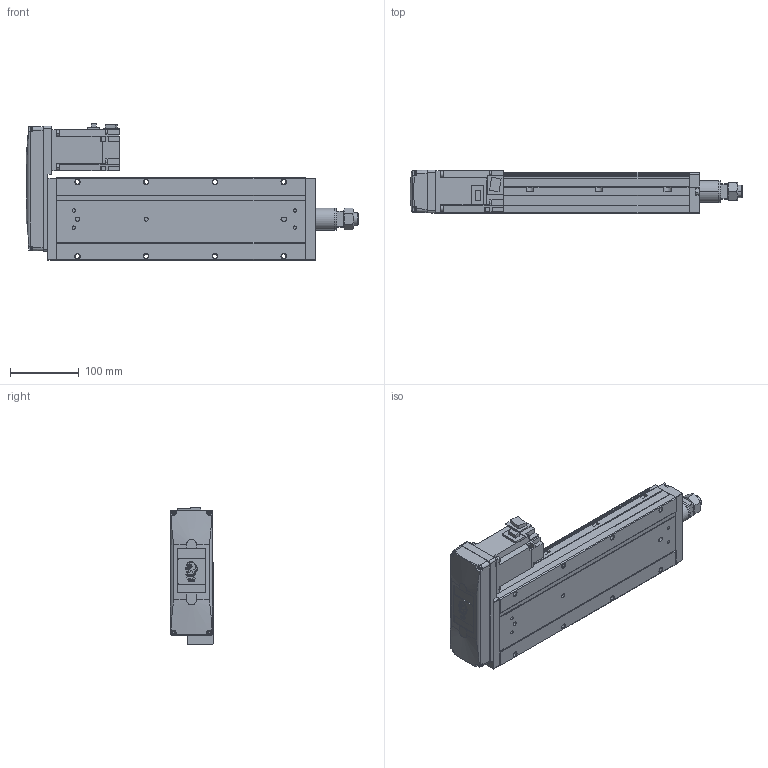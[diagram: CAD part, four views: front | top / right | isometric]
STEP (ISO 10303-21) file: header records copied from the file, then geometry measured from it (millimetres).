
FILE_DESCRIPTION (( 'STEP AP214' ), '1' );
FILE_NAME ('ETU12BL-16XLD-0150-XXXX.STEP', '2025-02-27T13:59:44', ( '' ), ( '' ), 'SwSTEP 2.0', 'SolidWorks 2022', '' );
FILE_SCHEMA (( 'AUTOMOTIVE_DESIGN' ));
Length unit declared in the file: millimetre
Products named in the file (10): ETU12-150BODY1; ETU12-150SENSOR; FANG STICKER; ETU12-150NUT; ETU12-150BODY0; ETU12-150BODY2; ETU12BL-16XLD-0150-XXXX; ETU12-150BODY3; ETU12-150MOTOR; ETU12-150ROD
Assembly tree (10 placements, depth 2):
  ETU12BL-16XLD-0150-XXXX
    ETU12-150BODY0
    ETU12-150BODY1
    ETU12-150BODY2
    ETU12-150MOTOR
    ETU12-150ROD
    ETU12-150NUT
    ETU12-150BODY3
    ETU12-150SENSOR  x2
    FANG STICKER
Bounding box: 482.8 x 63.5 x 198.8 mm (x, y, z)
Volume: 3178133.4 mm3; surface area: 322493.4 mm2
Topology: 10 solids, 10 shells, 946 faces, 2506 edges, 1654 vertices
Faces by surface type: plane 642, cylinder 256, cone 40, torus 8
Entity records: 29617 total; most frequent: CARTESIAN_POINT 5500, ORIENTED_EDGE 4952, DIRECTION 4858, EDGE_CURVE 2476, LINE 1886, VECTOR 1886, VERTEX_POINT 1634, AXIS2_PLACEMENT_3D 1486
